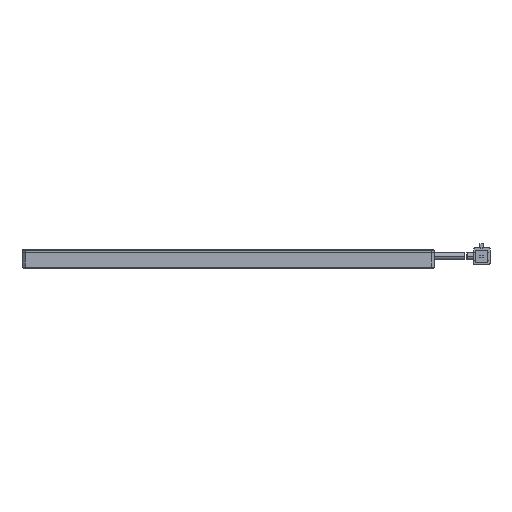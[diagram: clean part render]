
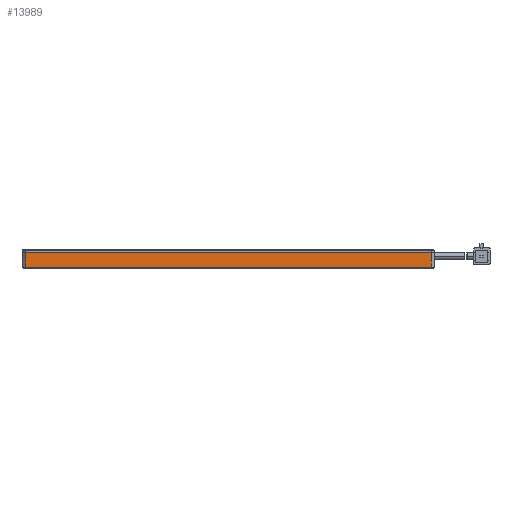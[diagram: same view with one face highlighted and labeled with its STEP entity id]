
A CAD part, front view. The second image highlights one B-rep face of the part: STEP entity #13989.
In plain terms, the highlighted planar face has unit normal (0, -1, 0).
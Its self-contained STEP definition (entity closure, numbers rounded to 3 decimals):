
#98 = CARTESIAN_POINT ( 'NONE',  ( -144.219, -85.049, -2.5 ) ) ;
#238 = VERTEX_POINT ( 'NONE', #21842 ) ;
#2092 = DIRECTION ( 'NONE',  ( 0., 0., 1. ) ) ;
#2503 = DIRECTION ( 'NONE',  ( -1., 0., 0. ) ) ;
#2744 = DIRECTION ( 'NONE',  ( -1., 0., 0. ) ) ;
#3182 = DIRECTION ( 'NONE',  ( 0., 0., 1. ) ) ;
#3543 = VERTEX_POINT ( 'NONE', #19011 ) ;
#4463 = PLANE ( 'NONE',  #8798 ) ;
#5259 = CARTESIAN_POINT ( 'NONE',  ( -142.719, -85.049, 4.5 ) ) ;
#6464 = VERTEX_POINT ( 'NONE', #5259 ) ;
#8798 = AXIS2_PLACEMENT_3D ( 'NONE', #31605, #16827, #2092 ) ;
#9729 = VECTOR ( 'NONE', #2744, 1000. ) ;
#11425 = VECTOR ( 'NONE', #3182, 1000. ) ;
#11619 = LINE ( 'NONE', #98, #24749 ) ;
#12324 = CARTESIAN_POINT ( 'NONE',  ( -142.719, -85.049, -2.5 ) ) ;
#12531 = CARTESIAN_POINT ( 'NONE',  ( -144.219, -85.049, 4.5 ) ) ;
#12986 = LINE ( 'NONE', #14254, #25336 ) ;
#13488 = ORIENTED_EDGE ( 'NONE', *, *, #13926, .F. ) ;
#13926 = EDGE_CURVE ( 'NONE', #3543, #26802, #11619, .T. ) ;
#13989 = ADVANCED_FACE ( 'NONE', ( #23197 ), #4463, .F. ) ;
#14172 = EDGE_CURVE ( 'NONE', #238, #6464, #16258, .T. ) ;
#14254 = CARTESIAN_POINT ( 'NONE',  ( 54.281, -85.049, 4.5 ) ) ;
#16258 = LINE ( 'NONE', #12531, #9729 ) ;
#16294 = ORIENTED_EDGE ( 'NONE', *, *, #28225, .F. ) ;
#16827 = DIRECTION ( 'NONE',  ( 0., 1., 0. ) ) ;
#18588 = EDGE_CURVE ( 'NONE', #26802, #6464, #25342, .T. ) ;
#19011 = CARTESIAN_POINT ( 'NONE',  ( 54.281, -85.049, -2.5 ) ) ;
#20635 = ORIENTED_EDGE ( 'NONE', *, *, #14172, .T. ) ;
#21842 = CARTESIAN_POINT ( 'NONE',  ( 54.281, -85.049, 4.5 ) ) ;
#22778 = CARTESIAN_POINT ( 'NONE',  ( -142.719, -85.049, 4.5 ) ) ;
#23197 = FACE_OUTER_BOUND ( 'NONE', #29942, .T. ) ;
#24749 = VECTOR ( 'NONE', #2503, 1000. ) ;
#25336 = VECTOR ( 'NONE', #26311, 1000. ) ;
#25342 = LINE ( 'NONE', #22778, #11425 ) ;
#26311 = DIRECTION ( 'NONE',  ( 0., 0., -1. ) ) ;
#26559 = ORIENTED_EDGE ( 'NONE', *, *, #18588, .F. ) ;
#26802 = VERTEX_POINT ( 'NONE', #12324 ) ;
#28225 = EDGE_CURVE ( 'NONE', #238, #3543, #12986, .T. ) ;
#29942 = EDGE_LOOP ( 'NONE', ( #13488, #16294, #20635, #26559 ) ) ;
#31605 = CARTESIAN_POINT ( 'NONE',  ( -144.219, -85.049, 4.5 ) ) ;
